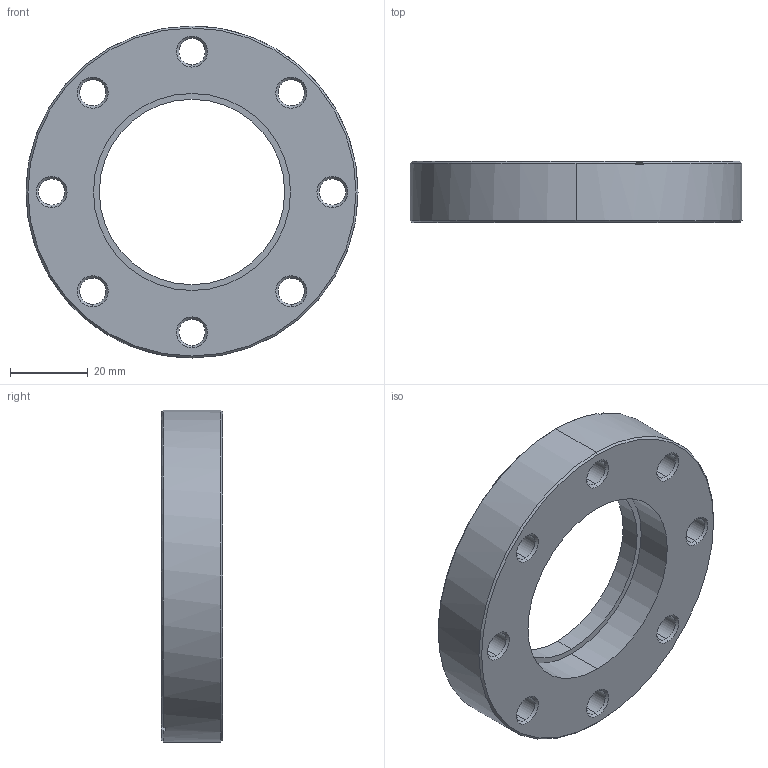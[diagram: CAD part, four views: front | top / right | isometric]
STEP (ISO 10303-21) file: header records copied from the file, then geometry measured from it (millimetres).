
FILE_DESCRIPTION (( 'STEP AP214' ), '1' );
FILE_NAME ('Hositrad_CF50-51-T.STEP', '2017-05-01T12:21:09', ( 'Gebruiker' ), ( '' ), 'SwSTEP 2.0', 'SolidWorks 2017', '' );
FILE_SCHEMA (( 'AUTOMOTIVE_DESIGN' ));
Length unit declared in the file: millimetre
Products named in the file (1): Hositrad_CF50-51-T
Bounding box: 85.6 x 15.8 x 85.6 mm (x, y, z)
Volume: 54177.5 mm3; surface area: 16785.7 mm2
Topology: 1 solids, 1 shells, 76 faces, 180 edges, 107 vertices
Faces by surface type: cone 41, cylinder 24, plane 11
Entity records: 2439 total; most frequent: DIRECTION 427, CARTESIAN_POINT 376, ORIENTED_EDGE 360, EDGE_CURVE 180, AXIS2_PLACEMENT_3D 174, VERTEX_POINT 107, CIRCLE 97, EDGE_LOOP 95
